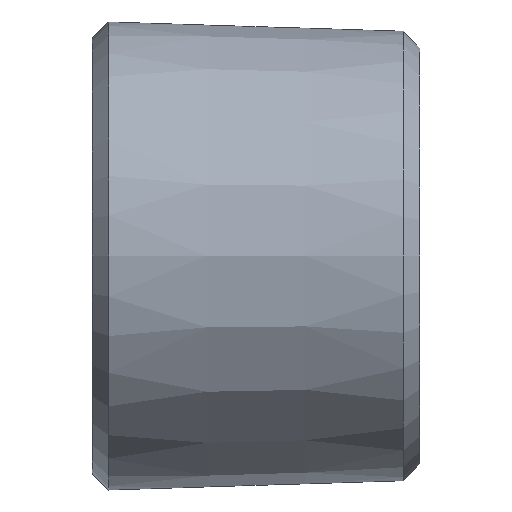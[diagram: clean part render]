
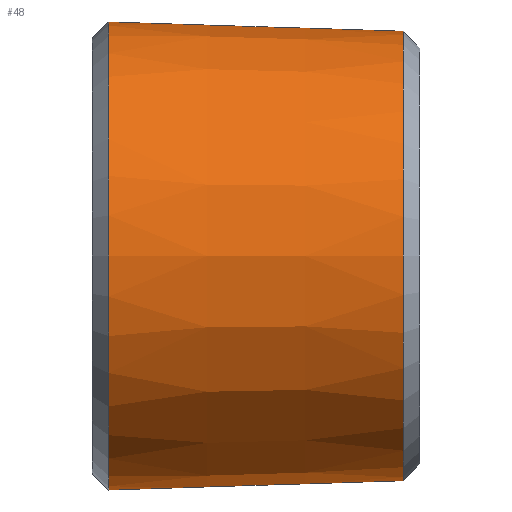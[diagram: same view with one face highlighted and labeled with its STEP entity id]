
A CAD part, front view. The second image highlights one B-rep face of the part: STEP entity #48.
In plain terms, the highlighted conical face has half-angle 1.8 degrees and reference radius 7.141 mm.
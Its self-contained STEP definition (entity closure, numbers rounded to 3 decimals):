
#48 = ADVANCED_FACE( '', ( #97, #98 ), #99, .T. );
#97 = FACE_BOUND( '', #144, .T. );
#98 = FACE_OUTER_BOUND( '', #145, .T. );
#99 = CONICAL_SURFACE( '', #146, 7.141, 0.031 );
#144 = EDGE_LOOP( '', ( #211 ) );
#145 = EDGE_LOOP( '', ( #212 ) );
#146 = AXIS2_PLACEMENT_3D( '', #213, #214, #215 );
#211 = ORIENTED_EDGE( '', *, *, #265, .F. );
#212 = ORIENTED_EDGE( '', *, *, #275, .T. );
#213 = CARTESIAN_POINT( '', ( 0.5, 0., 0. ) );
#214 = DIRECTION( '', ( -1., 0., 0. ) );
#215 = DIRECTION( '', ( 0., 0., 1. ) );
#265 = EDGE_CURVE( '', #306, #306, #307, .T. );
#275 = EDGE_CURVE( '', #321, #321, #322, .T. );
#306 = VERTEX_POINT( '', #362 );
#307 = CIRCLE( '', #363, 6.859 );
#321 = VERTEX_POINT( '', #383 );
#322 = CIRCLE( '', #384, 7.141 );
#362 = CARTESIAN_POINT( '', ( 9.5, 0., -6.859 ) );
#363 = AXIS2_PLACEMENT_3D( '', #417, #418, #419 );
#383 = CARTESIAN_POINT( '', ( 0.5, 0., -7.141 ) );
#384 = AXIS2_PLACEMENT_3D( '', #426, #427, #428 );
#417 = CARTESIAN_POINT( '', ( 9.5, 0., 0. ) );
#418 = DIRECTION( '', ( 1., 0., 0. ) );
#419 = DIRECTION( '', ( 0., 0., -1. ) );
#426 = CARTESIAN_POINT( '', ( 0.5, 0., 0. ) );
#427 = DIRECTION( '', ( 1., 0., 0. ) );
#428 = DIRECTION( '', ( 0., 0., -1. ) );
